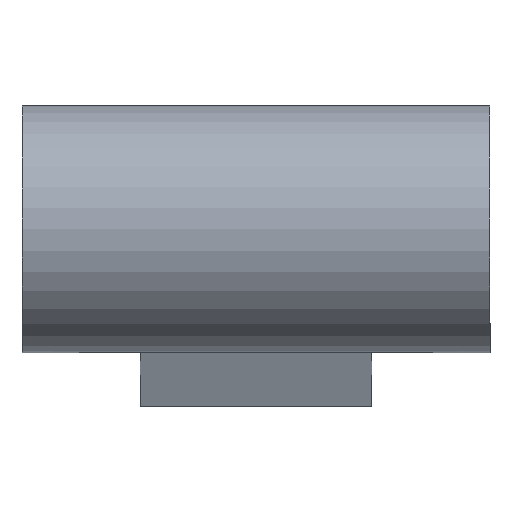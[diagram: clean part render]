
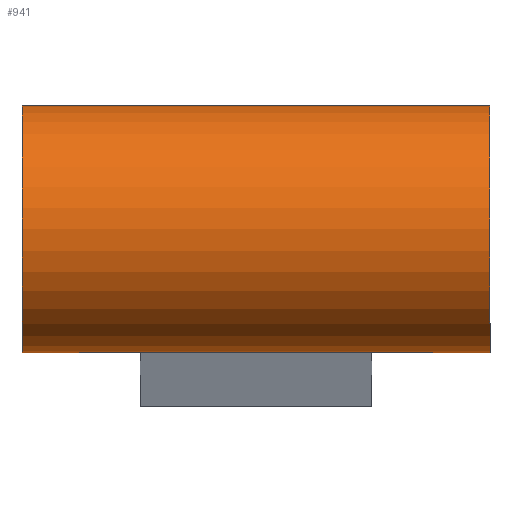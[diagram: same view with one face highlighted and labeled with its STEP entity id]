
A CAD part, front view. The second image highlights one B-rep face of the part: STEP entity #941.
In plain terms, the highlighted cylindrical face has radius 4.601 mm (diameter 9.201 mm), a full revolution.
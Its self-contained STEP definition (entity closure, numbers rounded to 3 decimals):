
#75=FACE_OUTER_BOUND('',#128,.T.);
#128=EDGE_LOOP('',(#834,#835,#836,#837,#838,#839,#840,#841,#842,#843,#844,
#845));
#135=CIRCLE('',#986,4.601);
#144=CIRCLE('',#1002,4.601);
#145=CIRCLE('',#1003,4.601);
#146=CIRCLE('',#1005,4.601);
#147=CIRCLE('',#1006,4.601);
#148=CIRCLE('',#1009,4.601);
#265=LINE('',#3816,#313);
#272=LINE('',#3845,#320);
#273=LINE('',#3859,#321);
#274=LINE('',#3860,#322);
#313=VECTOR('',#1137,10.);
#320=VECTOR('',#1168,10.);
#321=VECTOR('',#1189,4.601);
#322=VECTOR('',#1190,4.601);
#401=VERTEX_POINT('',#3806);
#403=VERTEX_POINT('',#3810);
#405=VERTEX_POINT('',#3814);
#414=VERTEX_POINT('',#3842);
#415=VERTEX_POINT('',#3844);
#416=VERTEX_POINT('',#3848);
#417=VERTEX_POINT('',#3852);
#418=VERTEX_POINT('',#3857);
#536=EDGE_CURVE('',#401,#401,#135,.T.);
#540=EDGE_CURVE('',#403,#405,#265,.T.);
#554=EDGE_CURVE('',#415,#414,#272,.T.);
#556=EDGE_CURVE('',#416,#415,#144,.T.);
#557=EDGE_CURVE('',#405,#416,#145,.T.);
#558=EDGE_CURVE('',#417,#403,#146,.T.);
#559=EDGE_CURVE('',#414,#417,#147,.T.);
#560=EDGE_CURVE('',#418,#418,#148,.F.);
#561=EDGE_CURVE('',#418,#416,#273,.T.);
#562=EDGE_CURVE('',#417,#401,#274,.T.);
#834=ORIENTED_EDGE('',*,*,#560,.F.);
#835=ORIENTED_EDGE('',*,*,#561,.T.);
#836=ORIENTED_EDGE('',*,*,#556,.T.);
#837=ORIENTED_EDGE('',*,*,#554,.T.);
#838=ORIENTED_EDGE('',*,*,#559,.T.);
#839=ORIENTED_EDGE('',*,*,#562,.T.);
#840=ORIENTED_EDGE('',*,*,#536,.F.);
#841=ORIENTED_EDGE('',*,*,#562,.F.);
#842=ORIENTED_EDGE('',*,*,#558,.T.);
#843=ORIENTED_EDGE('',*,*,#540,.T.);
#844=ORIENTED_EDGE('',*,*,#557,.T.);
#845=ORIENTED_EDGE('',*,*,#561,.F.);
#892=CYLINDRICAL_SURFACE('',#1008,4.601);
#941=ADVANCED_FACE('',(#75),#892,.T.);
#986=AXIS2_PLACEMENT_3D('',#3807,#1130,#1131);
#1002=AXIS2_PLACEMENT_3D('',#3849,#1173,#1174);
#1003=AXIS2_PLACEMENT_3D('',#3850,#1175,#1176);
#1005=AXIS2_PLACEMENT_3D('',#3853,#1179,#1180);
#1006=AXIS2_PLACEMENT_3D('',#3854,#1181,#1182);
#1008=AXIS2_PLACEMENT_3D('',#3856,#1185,#1186);
#1009=AXIS2_PLACEMENT_3D('',#3858,#1187,#1188);
#1130=DIRECTION('center_axis',(-1.,0.,0.));
#1131=DIRECTION('ref_axis',(0.,-1.,0.));
#1137=DIRECTION('',(1.,0.,0.));
#1168=DIRECTION('',(-1.,0.,0.));
#1173=DIRECTION('center_axis',(1.,0.,0.));
#1174=DIRECTION('ref_axis',(0.,-1.,0.));
#1175=DIRECTION('center_axis',(1.,0.,0.));
#1176=DIRECTION('ref_axis',(0.,-1.,0.));
#1179=DIRECTION('center_axis',(-1.,0.,0.));
#1180=DIRECTION('ref_axis',(0.,-1.,0.));
#1181=DIRECTION('center_axis',(-1.,0.,0.));
#1182=DIRECTION('ref_axis',(0.,-1.,0.));
#1185=DIRECTION('center_axis',(1.,0.,0.));
#1186=DIRECTION('ref_axis',(0.,-1.,0.));
#1187=DIRECTION('center_axis',(-1.,0.,0.));
#1188=DIRECTION('ref_axis',(0.,-1.,0.));
#1189=DIRECTION('',(-1.,0.,0.));
#1190=DIRECTION('',(-1.,0.,0.));
#3806=CARTESIAN_POINT('',(132.16,38.601,51.601));
#3807=CARTESIAN_POINT('Origin',(132.16,34.,51.601));
#3810=CARTESIAN_POINT('',(136.56,33.66,47.013));
#3814=CARTESIAN_POINT('',(145.16,33.66,47.013));
#3816=CARTESIAN_POINT('',(131.36,33.66,47.013));
#3842=CARTESIAN_POINT('',(136.56,37.985,53.901));
#3844=CARTESIAN_POINT('',(145.16,37.985,53.901));
#3845=CARTESIAN_POINT('',(145.16,37.985,53.901));
#3848=CARTESIAN_POINT('',(145.16,38.601,51.601));
#3849=CARTESIAN_POINT('Origin',(145.16,34.,51.601));
#3850=CARTESIAN_POINT('Origin',(145.16,34.,51.601));
#3852=CARTESIAN_POINT('',(136.56,38.601,51.601));
#3853=CARTESIAN_POINT('Origin',(136.56,34.,51.601));
#3854=CARTESIAN_POINT('Origin',(136.56,34.,51.601));
#3856=CARTESIAN_POINT('Origin',(131.36,34.,51.601));
#3857=CARTESIAN_POINT('',(149.56,38.601,51.601));
#3858=CARTESIAN_POINT('Origin',(149.56,34.,51.601));
#3859=CARTESIAN_POINT('',(131.36,38.601,51.601));
#3860=CARTESIAN_POINT('',(131.36,38.601,51.601));
